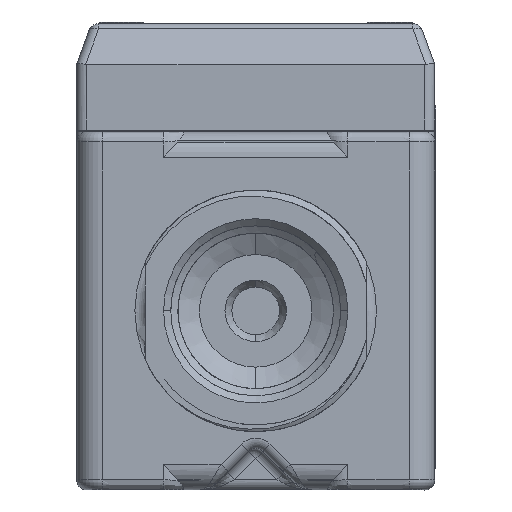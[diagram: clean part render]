
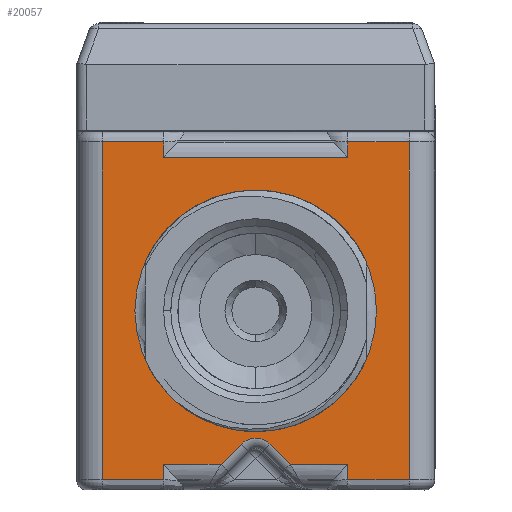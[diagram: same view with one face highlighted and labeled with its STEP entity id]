
A CAD part, front view. The second image highlights one B-rep face of the part: STEP entity #20057.
In plain terms, the highlighted planar face has unit normal (0, -1, 0).
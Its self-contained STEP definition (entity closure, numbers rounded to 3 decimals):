
#1=CARTESIAN_POINT('',(-19.045,-59.44,20.955));
#2=CARTESIAN_POINT('',(-18.521,-59.44,20.955));
#3=CARTESIAN_POINT('',(-17.509,-59.44,20.955));
#4=CARTESIAN_POINT('',(-16.1,-59.44,20.955));
#5=CARTESIAN_POINT('',(-14.789,-59.44,20.955));
#6=CARTESIAN_POINT('',(-13.573,-59.44,20.955));
#7=CARTESIAN_POINT('',(-12.448,-59.44,20.956));
#8=CARTESIAN_POINT('',(-11.759,-59.44,20.953));
#9=CARTESIAN_POINT('',(-11.43,-59.44,20.955));
#11=DIRECTION('',(0.,0.,-1.));
#12=VECTOR('',#11,1.91);
#13=CARTESIAN_POINT('',(-11.43,-59.44,20.955));
#14=LINE('',#13,#12);
#15=DIRECTION('',(0.,0.,-1.));
#16=VECTOR('',#15,1.91);
#17=CARTESIAN_POINT('',(11.43,-59.44,20.955));
#18=LINE('',#17,#16);
#19=CARTESIAN_POINT('',(11.43,-59.44,20.955));
#20=CARTESIAN_POINT('',(11.759,-59.44,20.953));
#21=CARTESIAN_POINT('',(12.448,-59.44,20.956));
#22=CARTESIAN_POINT('',(13.574,-59.44,20.955));
#23=CARTESIAN_POINT('',(14.79,-59.44,20.955));
#24=CARTESIAN_POINT('',(16.1,-59.44,20.955));
#25=CARTESIAN_POINT('',(17.509,-59.44,20.955));
#26=CARTESIAN_POINT('',(18.521,-59.44,20.955));
#27=CARTESIAN_POINT('',(19.045,-59.44,20.955));
#29=CARTESIAN_POINT('',(19.045,-59.44,-20.955));
#30=CARTESIAN_POINT('',(18.521,-59.44,-20.955));
#31=CARTESIAN_POINT('',(17.509,-59.44,-20.955));
#32=CARTESIAN_POINT('',(16.1,-59.44,-20.955));
#33=CARTESIAN_POINT('',(14.79,-59.44,-20.955));
#34=CARTESIAN_POINT('',(13.574,-59.44,-20.955));
#35=CARTESIAN_POINT('',(12.447,-59.44,-20.956));
#36=CARTESIAN_POINT('',(11.759,-59.44,-20.953));
#37=CARTESIAN_POINT('',(11.43,-59.44,-20.955));
#39=DIRECTION('',(0.,0.,-1.));
#40=VECTOR('',#39,1.91);
#41=CARTESIAN_POINT('',(11.43,-59.44,-19.045));
#42=LINE('',#41,#40);
#43=DIRECTION('',(0.,0.,-1.));
#44=VECTOR('',#43,1.91);
#45=CARTESIAN_POINT('',(-11.43,-59.44,-19.045));
#46=LINE('',#45,#44);
#47=CARTESIAN_POINT('',(-11.43,-59.44,-20.955));
#48=CARTESIAN_POINT('',(-11.759,-59.44,-20.953));
#49=CARTESIAN_POINT('',(-12.448,-59.44,-20.956));
#50=CARTESIAN_POINT('',(-13.573,-59.44,-20.955));
#51=CARTESIAN_POINT('',(-14.789,-59.44,-20.955));
#52=CARTESIAN_POINT('',(-16.1,-59.44,-20.955));
#53=CARTESIAN_POINT('',(-17.509,-59.44,-20.955));
#54=CARTESIAN_POINT('',(-18.521,-59.44,-20.955));
#55=CARTESIAN_POINT('',(-19.045,-59.44,-20.955));
#57=DIRECTION('',(0.,0.,1.));
#58=VECTOR('',#57,41.91);
#59=CARTESIAN_POINT('',(-19.045,-59.44,-20.955));
#60=LINE('',#59,#58);
#61=CARTESIAN_POINT('',(0.,-59.44,0.));
#62=DIRECTION('',(0.,-1.,0.));
#63=DIRECTION('',(0.,0.,-1.));
#64=AXIS2_PLACEMENT_3D('',#61,#62,#63);
#66=CARTESIAN_POINT('',(0.,-59.44,0.));
#67=DIRECTION('',(0.,-1.,0.));
#68=DIRECTION('',(0.,0.,1.));
#69=AXIS2_PLACEMENT_3D('',#66,#67,#68);
#8145=DIRECTION('',(1.,0.,0.));
#8146=VECTOR('',#8145,7.142);
#8147=CARTESIAN_POINT('',(-11.43,-59.44,-19.045));
#8148=LINE('',#8147,#8146);
#8184=CARTESIAN_POINT('',(-4.288,-59.44,-19.045));
#8253=CARTESIAN_POINT('',(0.,-59.44,-18.349));
#8254=DIRECTION('',(0.,1.,0.));
#8255=DIRECTION('',(-0.707,0.,0.707));
#8256=AXIS2_PLACEMENT_3D('',#8253,#8254,#8255);
#8258=DIRECTION('',(0.707,0.,0.707));
#8259=VECTOR('',#8258,3.525);
#8260=CARTESIAN_POINT('',(-4.288,-59.44,-19.045));
#8261=LINE('',#8260,#8259);
#8271=DIRECTION('',(-0.707,0.,0.707));
#8272=VECTOR('',#8271,3.525);
#8273=CARTESIAN_POINT('',(4.288,-59.44,-19.045));
#8274=LINE('',#8273,#8272);
#8435=DIRECTION('',(1.,0.,0.));
#8436=VECTOR('',#8435,7.142);
#8437=CARTESIAN_POINT('',(4.288,-59.44,-19.045));
#8438=LINE('',#8437,#8436);
#8544=DIRECTION('',(0.,0.,1.));
#8545=VECTOR('',#8544,41.91);
#8546=CARTESIAN_POINT('',(19.045,-59.44,-20.955));
#8547=LINE('',#8546,#8545);
#8826=DIRECTION('',(-1.,0.,0.));
#8827=VECTOR('',#8826,22.86);
#8828=CARTESIAN_POINT('',(11.43,-59.44,19.045));
#8829=LINE('',#8828,#8827);
#17818=CARTESIAN_POINT('',(0.,-59.44,-14.985));
#17819=CARTESIAN_POINT('',(0.,-59.44,14.985));
#17820=VERTEX_POINT('',#17818);
#17821=VERTEX_POINT('',#17819);
#17954=VERTEX_POINT('',#8184);
#17955=CARTESIAN_POINT('',(-1.796,-59.44,-16.553));
#17956=VERTEX_POINT('',#17955);
#17961=CARTESIAN_POINT('',(1.796,-59.44,-16.553));
#17962=VERTEX_POINT('',#17961);
#17963=CARTESIAN_POINT('',(4.288,-59.44,-19.045));
#17964=VERTEX_POINT('',#17963);
#18164=CARTESIAN_POINT('',(19.045,-59.44,20.955));
#18165=VERTEX_POINT('',#18164);
#18168=VERTEX_POINT('',#1);
#18169=VERTEX_POINT('',#9);
#18171=VERTEX_POINT('',#19);
#18184=CARTESIAN_POINT('',(-19.045,-59.44,-20.955));
#18185=VERTEX_POINT('',#18184);
#18188=VERTEX_POINT('',#29);
#18189=VERTEX_POINT('',#37);
#18191=VERTEX_POINT('',#47);
#18198=CARTESIAN_POINT('',(-11.43,-59.44,19.045));
#18199=VERTEX_POINT('',#18198);
#18292=CARTESIAN_POINT('',(11.43,-59.44,19.045));
#18293=VERTEX_POINT('',#18292);
#18296=CARTESIAN_POINT('',(-11.43,-59.44,-19.045));
#18297=VERTEX_POINT('',#18296);
#18298=CARTESIAN_POINT('',(11.43,-59.44,-19.045));
#18299=VERTEX_POINT('',#18298);
#20012=CARTESIAN_POINT('',(0.,-59.44,0.));
#20013=DIRECTION('',(0.,1.,0.));
#20014=DIRECTION('',(1.,0.,0.));
#20015=AXIS2_PLACEMENT_3D('',#20012,#20013,#20014);
#20016=PLANE('',#20015);
#20018=ORIENTED_EDGE('',*,*,#20017,.T.);
#20020=ORIENTED_EDGE('',*,*,#20019,.T.);
#20022=ORIENTED_EDGE('',*,*,#20021,.F.);
#20024=ORIENTED_EDGE('',*,*,#20023,.F.);
#20026=ORIENTED_EDGE('',*,*,#20025,.T.);
#20028=ORIENTED_EDGE('',*,*,#20027,.F.);
#20030=ORIENTED_EDGE('',*,*,#20029,.T.);
#20032=ORIENTED_EDGE('',*,*,#20031,.F.);
#20034=ORIENTED_EDGE('',*,*,#20033,.F.);
#20036=ORIENTED_EDGE('',*,*,#20035,.T.);
#20038=ORIENTED_EDGE('',*,*,#20037,.F.);
#20040=ORIENTED_EDGE('',*,*,#20039,.F.);
#20042=ORIENTED_EDGE('',*,*,#20041,.F.);
#20044=ORIENTED_EDGE('',*,*,#20043,.T.);
#20046=ORIENTED_EDGE('',*,*,#20045,.T.);
#20048=ORIENTED_EDGE('',*,*,#20047,.T.);
#20049=EDGE_LOOP('',(#20018,#20020,#20022,#20024,#20026,#20028,#20030,#20032,
#20034,#20036,#20038,#20040,#20042,#20044,#20046,#20048));
#20050=FACE_OUTER_BOUND('',#20049,.F.);
#20052=ORIENTED_EDGE('',*,*,#20051,.T.);
#20054=ORIENTED_EDGE('',*,*,#20053,.T.);
#20055=EDGE_LOOP('',(#20052,#20054));
#20056=FACE_BOUND('',#20055,.F.);
#20057=ADVANCED_FACE('',(#20050,#20056),#20016,.F.);
#10=B_SPLINE_CURVE_WITH_KNOTS('',3,(#1,#2,#3,#4,#5,#6,#7,#8,#9),.UNSPECIFIED.,
.F.,.F.,(4,1,1,1,1,1,4),(0.,0.167,0.333,0.5,
0.667,0.833,1.),.UNSPECIFIED.);
#28=B_SPLINE_CURVE_WITH_KNOTS('',3,(#19,#20,#21,#22,#23,#24,#25,#26,#27),
.UNSPECIFIED.,.F.,.F.,(4,1,1,1,1,1,4),(0.,0.167,0.333,
0.5,0.667,0.833,1.),.UNSPECIFIED.);
#38=B_SPLINE_CURVE_WITH_KNOTS('',3,(#29,#30,#31,#32,#33,#34,#35,#36,#37),
.UNSPECIFIED.,.F.,.F.,(4,1,1,1,1,1,4),(0.,0.167,0.333,
0.5,0.667,0.833,1.),.UNSPECIFIED.);
#56=B_SPLINE_CURVE_WITH_KNOTS('',3,(#47,#48,#49,#50,#51,#52,#53,#54,#55),
.UNSPECIFIED.,.F.,.F.,(4,1,1,1,1,1,4),(0.,0.167,0.333,
0.5,0.667,0.833,1.),.UNSPECIFIED.);
#65=CIRCLE('',#64,14.985);
#70=CIRCLE('',#69,14.985);
#8257=CIRCLE('',#8256,2.54);
#20017=EDGE_CURVE('',#18168,#18169,#10,.T.);
#20019=EDGE_CURVE('',#18169,#18199,#14,.T.);
#20021=EDGE_CURVE('',#18293,#18199,#8829,.T.);
#20023=EDGE_CURVE('',#18171,#18293,#18,.T.);
#20025=EDGE_CURVE('',#18171,#18165,#28,.T.);
#20027=EDGE_CURVE('',#18188,#18165,#8547,.T.);
#20029=EDGE_CURVE('',#18188,#18189,#38,.T.);
#20031=EDGE_CURVE('',#18299,#18189,#42,.T.);
#20033=EDGE_CURVE('',#17964,#18299,#8438,.T.);
#20035=EDGE_CURVE('',#17964,#17962,#8274,.T.);
#20037=EDGE_CURVE('',#17956,#17962,#8257,.T.);
#20039=EDGE_CURVE('',#17954,#17956,#8261,.T.);
#20041=EDGE_CURVE('',#18297,#17954,#8148,.T.);
#20043=EDGE_CURVE('',#18297,#18191,#46,.T.);
#20045=EDGE_CURVE('',#18191,#18185,#56,.T.);
#20047=EDGE_CURVE('',#18185,#18168,#60,.T.);
#20051=EDGE_CURVE('',#17820,#17821,#65,.T.);
#20053=EDGE_CURVE('',#17821,#17820,#70,.T.);
